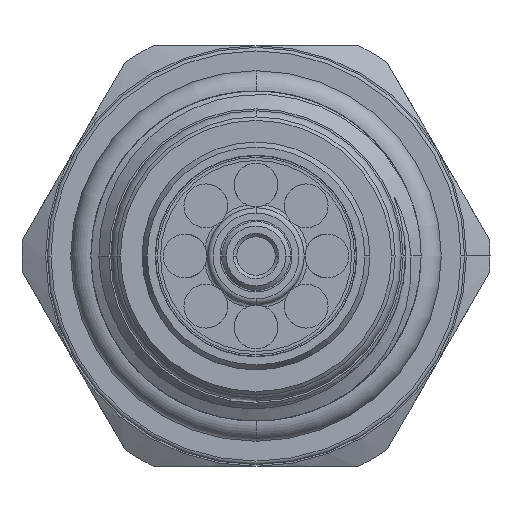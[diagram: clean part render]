
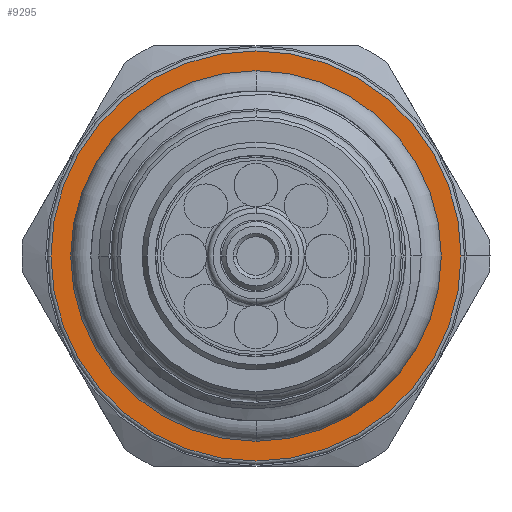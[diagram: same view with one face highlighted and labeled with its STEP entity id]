
A CAD part, left-side view. The second image highlights one B-rep face of the part: STEP entity #9295.
In plain terms, the highlighted planar face has unit normal (-1, 0, 0).
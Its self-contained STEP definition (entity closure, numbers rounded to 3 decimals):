
#593 = CARTESIAN_POINT ( 'NONE',  ( -37.795, 0., 0. ) ) ;
#601 = DIRECTION ( 'NONE',  ( 0., -1., 0. ) ) ;
#602 = DIRECTION ( 'NONE',  ( -1., 0., 0. ) ) ;
#779 = EDGE_CURVE ( 'NONE', #8706, #8109, #11159, .T. ) ;
#786 = AXIS2_PLACEMENT_3D ( 'NONE', #10039, #10040, #10041 ) ;
#881 = AXIS2_PLACEMENT_3D ( 'NONE', #9713, #9372, #9663 ) ;
#979 = EDGE_CURVE ( 'NONE', #8134, #8317, #10663, .T. ) ;
#1074 = AXIS2_PLACEMENT_3D ( 'NONE', #4341, #4354, #4352 ) ;
#1513 = CARTESIAN_POINT ( 'NONE',  ( -37.795, 0., 0. ) ) ;
#1519 = DIRECTION ( 'NONE',  ( 0., -1., 0. ) ) ;
#1520 = DIRECTION ( 'NONE',  ( 1., 0., 0. ) ) ;
#4341 = CARTESIAN_POINT ( 'NONE',  ( -37.795, -8.395, 0. ) ) ;
#4347 = PLANE ( 'NONE',  #1074 ) ;
#4352 = DIRECTION ( 'NONE',  ( 0., -1., 0. ) ) ;
#4354 = DIRECTION ( 'NONE',  ( 1., 0., 0. ) ) ;
#5233 = AXIS2_PLACEMENT_3D ( 'NONE', #1513, #1520, #1519 ) ;
#5256 = AXIS2_PLACEMENT_3D ( 'NONE', #593, #602, #601 ) ;
#6755 = CARTESIAN_POINT ( 'NONE',  ( -37.795, -8.895, 0. ) ) ;
#6759 = CARTESIAN_POINT ( 'NONE',  ( -37.795, 11.7, 0. ) ) ;
#6905 = CARTESIAN_POINT ( 'NONE',  ( -37.795, 8.895, 0. ) ) ;
#7296 = CARTESIAN_POINT ( 'NONE',  ( -37.795, -11.7, 0. ) ) ;
#7495 = CIRCLE ( 'NONE', #5256, 11.7 ) ;
#7894 = CIRCLE ( 'NONE', #5233, 8.895 ) ;
#8109 = VERTEX_POINT ( 'NONE', #6759 ) ;
#8134 = VERTEX_POINT ( 'NONE', #6755 ) ;
#8317 = VERTEX_POINT ( 'NONE', #6905 ) ;
#8453 = EDGE_LOOP ( 'NONE', ( #13782, #14114 ) ) ;
#8454 = EDGE_LOOP ( 'NONE', ( #13902, #13787 ) ) ;
#8706 = VERTEX_POINT ( 'NONE', #7296 ) ;
#9295 = ADVANCED_FACE ( 'NONE', ( #11343, #11340 ), #4347, .F. ) ;
#9372 = DIRECTION ( 'NONE',  ( -1., 0., 0. ) ) ;
#9663 = DIRECTION ( 'NONE',  ( 0., -1., 0. ) ) ;
#9713 = CARTESIAN_POINT ( 'NONE',  ( -37.795, 0., 0. ) ) ;
#10039 = CARTESIAN_POINT ( 'NONE',  ( -37.795, 0., 0. ) ) ;
#10040 = DIRECTION ( 'NONE',  ( 1., 0., 0. ) ) ;
#10041 = DIRECTION ( 'NONE',  ( 0., -1., 0. ) ) ;
#10663 = CIRCLE ( 'NONE', #786, 8.895 ) ;
#11159 = CIRCLE ( 'NONE', #881, 11.7 ) ;
#11340 = FACE_OUTER_BOUND ( 'NONE', #8454, .T. ) ;
#11343 = FACE_BOUND ( 'NONE', #8453, .T. ) ;
#13614 = EDGE_CURVE ( 'NONE', #8109, #8706, #7495, .T. ) ;
#13662 = EDGE_CURVE ( 'NONE', #8317, #8134, #7894, .T. ) ;
#13782 = ORIENTED_EDGE ( 'NONE', *, *, #979, .T. ) ;
#13787 = ORIENTED_EDGE ( 'NONE', *, *, #13614, .T. ) ;
#13902 = ORIENTED_EDGE ( 'NONE', *, *, #779, .T. ) ;
#14114 = ORIENTED_EDGE ( 'NONE', *, *, #13662, .T. ) ;
